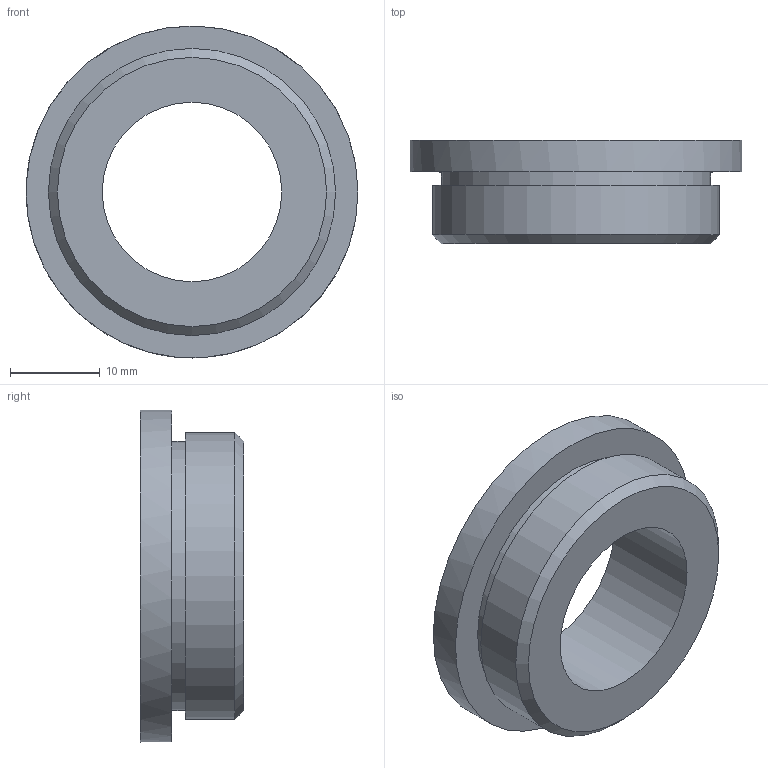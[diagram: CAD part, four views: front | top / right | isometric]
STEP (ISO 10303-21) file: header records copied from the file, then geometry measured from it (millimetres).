
FILE_DESCRIPTION(/* description */ (''),/* implementation_level */ '2;1');
FILE_NAME(/* name */ '100512620ugm000_b.stp',/* time_stamp */ '2019-10-31T14:04:48+01:00',/* author */ (''),/* organization */ (''),/* preprocessor_version */ 'ST-DEVELOPER v16.7',/* originating_system */ 'SIEMENS PLM Software NX 12.0',/* authorisation */ '');
FILE_SCHEMA (('AUTOMOTIVE_DESIGN { 1 0 10303 214 3 1 1 1 }'));
Length unit declared in the file: millimetre
Products named in the file (1): 100512620ugm000_b
Bounding box: 37 x 11.5 x 37 mm (x, y, z)
Volume: 6385.4 mm3; surface area: 3593.8 mm2
Topology: 1 solids, 1 shells, 110 faces, 274 edges, 184 vertices
Faces by surface type: plane 93, cylinder 13, extrusion 3, cone 1
Full cylindrical faces by diameter (mm): 0.42 x1, 0.6 x1, 20 x1, 30 x1, 32 x1, 37 x1
Entity records: 4239 total; most frequent: CARTESIAN_POINT 810, ORIENTED_EDGE 530, DIRECTION 505, EDGE_CURVE 265, VECTOR 235, LINE 232, VERTEX_POINT 181, EDGE_LOOP 136
